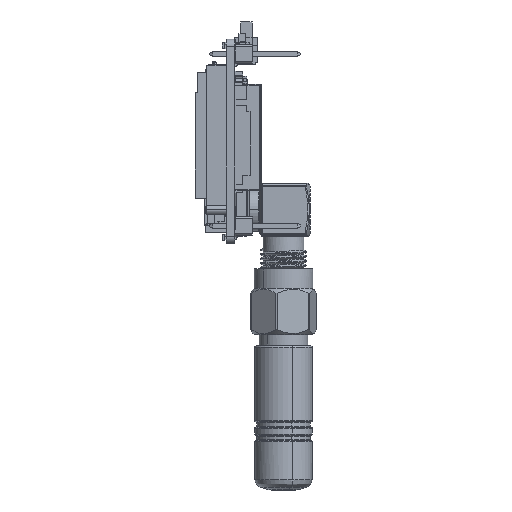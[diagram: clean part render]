
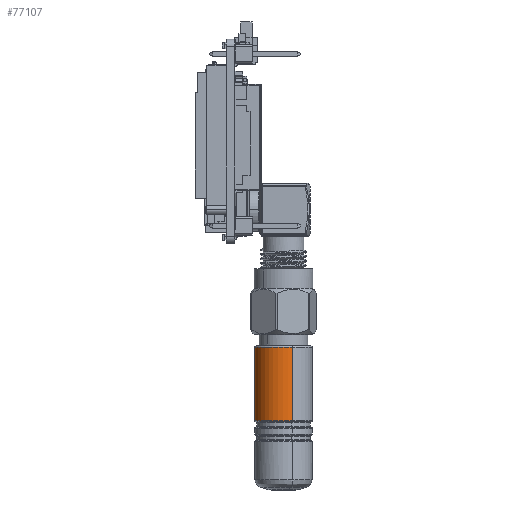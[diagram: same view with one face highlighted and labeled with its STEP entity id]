
A CAD part, left-side view. The second image highlights one B-rep face of the part: STEP entity #77107.
In plain terms, the highlighted cylindrical face has radius 3.78 mm (diameter 7.56 mm), a partial arc.
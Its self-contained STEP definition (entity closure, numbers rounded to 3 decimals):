
#465 = CARTESIAN_POINT ( 'NONE',  ( 3.78, -6.57, 0. ) ) ;
#5733 = DIRECTION ( 'NONE',  ( 0., 1., 0. ) ) ;
#9892 = AXIS2_PLACEMENT_3D ( 'NONE', #146429, #130572, #77686 ) ;
#11976 = DIRECTION ( 'NONE',  ( 0., 1., 0. ) ) ;
#19639 = EDGE_CURVE ( 'NONE', #29657, #90728, #30379, .T. ) ;
#21339 = ORIENTED_EDGE ( 'NONE', *, *, #151384, .F. ) ;
#29657 = VERTEX_POINT ( 'NONE', #465 ) ;
#30379 = LINE ( 'NONE', #83937, #170087 ) ;
#32616 = EDGE_CURVE ( 'NONE', #124938, #90728, #90074, .T. ) ;
#43684 = CARTESIAN_POINT ( 'NONE',  ( 0., 3.1, 0. ) ) ;
#44640 = ORIENTED_EDGE ( 'NONE', *, *, #130913, .T. ) ;
#51744 = AXIS2_PLACEMENT_3D ( 'NONE', #129901, #11976, #143133 ) ;
#60939 = EDGE_LOOP ( 'NONE', ( #21339, #44640, #71568, #102969 ) ) ;
#63843 = CYLINDRICAL_SURFACE ( 'NONE', #51744, 3.78 ) ;
#71568 = ORIENTED_EDGE ( 'NONE', *, *, #32616, .T. ) ;
#77107 = ADVANCED_FACE ( 'NONE', ( #172988 ), #63843, .T. ) ;
#77686 = DIRECTION ( 'NONE',  ( 1., 0., 0. ) ) ;
#83937 = CARTESIAN_POINT ( 'NONE',  ( 3.78, 3.3, 0. ) ) ;
#84612 = CARTESIAN_POINT ( 'NONE',  ( -3.78, 3.1, 0. ) ) ;
#84746 = VECTOR ( 'NONE', #5733, 1000. ) ;
#84830 = LINE ( 'NONE', #136876, #84746 ) ;
#85709 = CIRCLE ( 'NONE', #9892, 3.78 ) ;
#90074 = CIRCLE ( 'NONE', #135088, 3.78 ) ;
#90728 = VERTEX_POINT ( 'NONE', #136987 ) ;
#91835 = VERTEX_POINT ( 'NONE', #138533 ) ;
#102969 = ORIENTED_EDGE ( 'NONE', *, *, #19639, .F. ) ;
#107891 = DIRECTION ( 'NONE',  ( 1., 0., 0. ) ) ;
#124477 = DIRECTION ( 'NONE',  ( 0., 1., 0. ) ) ;
#124938 = VERTEX_POINT ( 'NONE', #84612 ) ;
#129901 = CARTESIAN_POINT ( 'NONE',  ( 0., 3.3, 0. ) ) ;
#130572 = DIRECTION ( 'NONE',  ( 0., -1., 0. ) ) ;
#130913 = EDGE_CURVE ( 'NONE', #91835, #124938, #84830, .T. ) ;
#133421 = DIRECTION ( 'NONE',  ( 0., -1., 0. ) ) ;
#135088 = AXIS2_PLACEMENT_3D ( 'NONE', #43684, #133421, #107891 ) ;
#136876 = CARTESIAN_POINT ( 'NONE',  ( -3.78, 3.3, 0. ) ) ;
#136987 = CARTESIAN_POINT ( 'NONE',  ( 3.78, 3.1, 0. ) ) ;
#138533 = CARTESIAN_POINT ( 'NONE',  ( -3.78, -6.57, 0. ) ) ;
#143133 = DIRECTION ( 'NONE',  ( 1., 0., 0. ) ) ;
#146429 = CARTESIAN_POINT ( 'NONE',  ( 0., -6.57, 0. ) ) ;
#151384 = EDGE_CURVE ( 'NONE', #91835, #29657, #85709, .T. ) ;
#170087 = VECTOR ( 'NONE', #124477, 1000. ) ;
#172988 = FACE_OUTER_BOUND ( 'NONE', #60939, .T. ) ;
